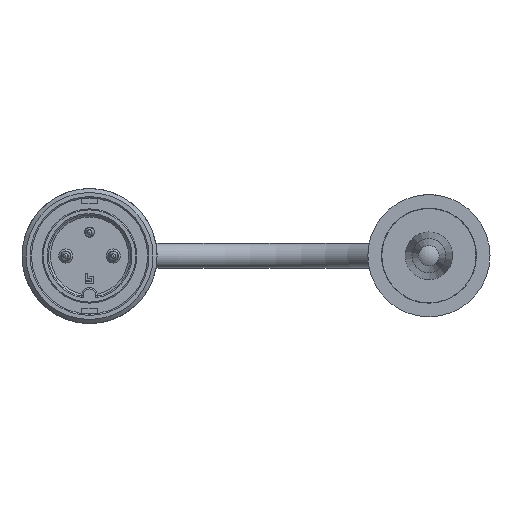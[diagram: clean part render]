
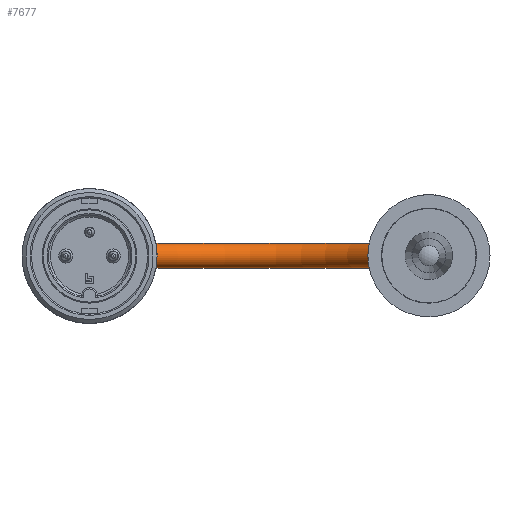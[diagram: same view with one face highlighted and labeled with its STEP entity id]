
A CAD part, left-side view. The second image highlights one B-rep face of the part: STEP entity #7677.
In plain terms, the highlighted toroidal (fillet/blend) face has major radius 25 mm and minor radius 1.85 mm.
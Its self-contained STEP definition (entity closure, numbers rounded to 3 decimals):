
#43=TOROIDAL_SURFACE('',#8136,25.,1.85);
#413=FACE_BOUND('',#1290,.T.);
#485=CIRCLE('',#8135,1.85);
#486=CIRCLE('',#8137,1.85);
#859=FACE_OUTER_BOUND('',#1289,.T.);
#1289=EDGE_LOOP('',(#5039));
#1290=EDGE_LOOP('',(#5040));
#3195=VERTEX_POINT('',#11251);
#3196=VERTEX_POINT('',#11254);
#3933=EDGE_CURVE('',#3195,#3195,#485,.T.);
#3934=EDGE_CURVE('',#3196,#3196,#486,.T.);
#5039=ORIENTED_EDGE('',*,*,#3933,.F.);
#5040=ORIENTED_EDGE('',*,*,#3934,.T.);
#7677=ADVANCED_FACE('',(#859,#413),#43,.T.);
#8135=AXIS2_PLACEMENT_3D('',#11252,#8946,#8947);
#8136=AXIS2_PLACEMENT_3D('',#11253,#8948,#8949);
#8137=AXIS2_PLACEMENT_3D('',#11255,#8950,#8951);
#8946=DIRECTION('center_axis',(-1.,0.,0.));
#8947=DIRECTION('ref_axis',(0.,0.,
1.));
#8948=DIRECTION('center_axis',(0.,0.,
1.));
#8949=DIRECTION('ref_axis',(1.,0.,0.));
#8950=DIRECTION('center_axis',(1.,0.,0.));
#8951=DIRECTION('ref_axis',(0.,0.,
1.));
#11251=CARTESIAN_POINT('',(301.315,-207.204,-467.676));
#11252=CARTESIAN_POINT('Origin',(301.315,-207.204,-465.826));
#11253=CARTESIAN_POINT('Origin',(301.315,-232.204,-465.826));
#11254=CARTESIAN_POINT('',(301.315,-257.204,-467.676));
#11255=CARTESIAN_POINT('Origin',(301.315,-257.204,-465.826));
